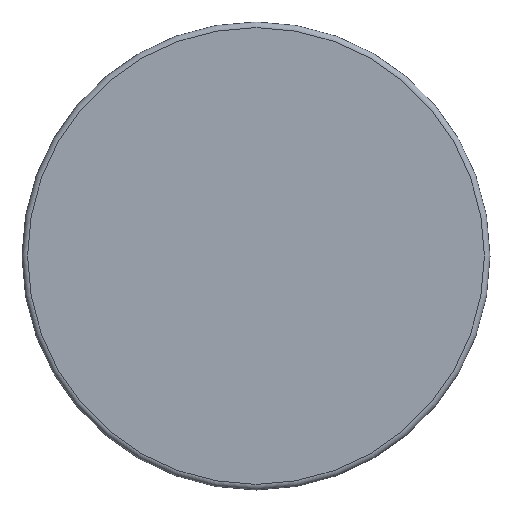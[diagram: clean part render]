
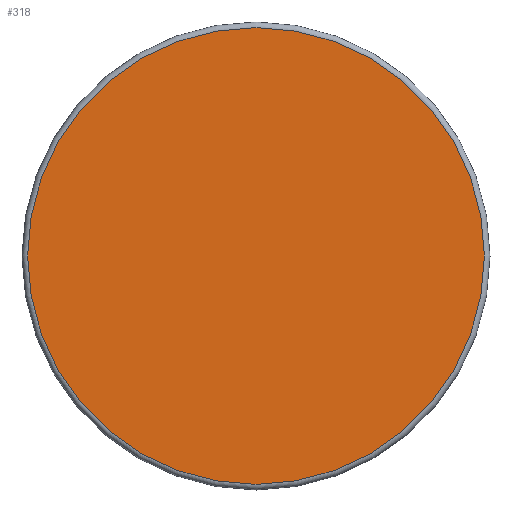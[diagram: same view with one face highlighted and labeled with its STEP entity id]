
A CAD part, front view. The second image highlights one B-rep face of the part: STEP entity #318.
In plain terms, the highlighted planar face has unit normal (0, -1, 0).
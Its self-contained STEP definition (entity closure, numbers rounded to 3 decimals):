
#25=PLANE('',#383);
#59=FACE_OUTER_BOUND('',#79,.T.);
#79=EDGE_LOOP('',(#273,#274));
#127=CIRCLE('',#380,30.375);
#128=CIRCLE('',#381,30.375);
#161=VERTEX_POINT('',#577);
#162=VERTEX_POINT('',#578);
#200=EDGE_CURVE('',#161,#162,#127,.T.);
#201=EDGE_CURVE('',#162,#161,#128,.T.);
#273=ORIENTED_EDGE('',*,*,#200,.T.);
#274=ORIENTED_EDGE('',*,*,#201,.T.);
#318=ADVANCED_FACE('',(#59),#25,.T.);
#380=AXIS2_PLACEMENT_3D('',#579,#475,#476);
#381=AXIS2_PLACEMENT_3D('',#580,#477,#478);
#383=AXIS2_PLACEMENT_3D('',#582,#481,#482);
#475=DIRECTION('center_axis',(0.,-1.,0.));
#476=DIRECTION('ref_axis',(-1.,0.,0.));
#477=DIRECTION('center_axis',(0.,-1.,0.));
#478=DIRECTION('ref_axis',(-1.,0.,0.));
#481=DIRECTION('center_axis',(0.,-1.,0.));
#482=DIRECTION('ref_axis',(0.,0.,-1.));
#577=CARTESIAN_POINT('',(-30.375,0.,0.));
#578=CARTESIAN_POINT('',(0.,0.,30.375));
#579=CARTESIAN_POINT('Origin',(0.,0.,0.));
#580=CARTESIAN_POINT('Origin',(0.,0.,0.));
#582=CARTESIAN_POINT('Origin',(-15.188,0.,0.));
